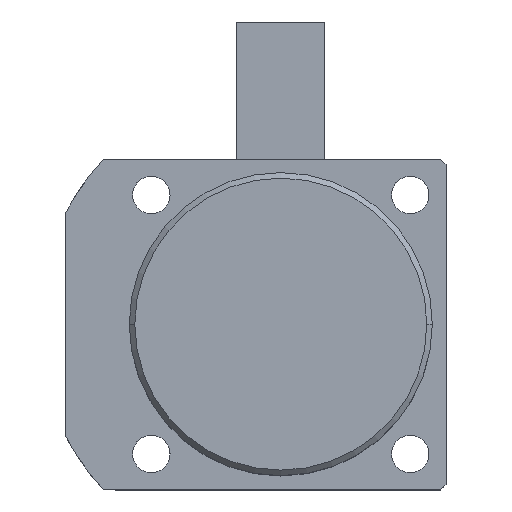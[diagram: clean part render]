
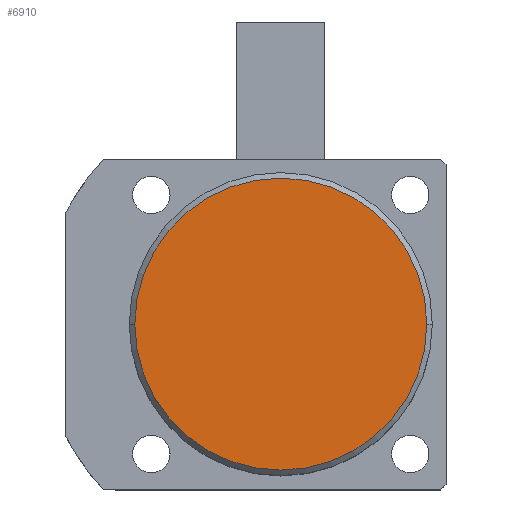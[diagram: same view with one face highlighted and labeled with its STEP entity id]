
A CAD part, top view. The second image highlights one B-rep face of the part: STEP entity #6910.
In plain terms, the highlighted planar face has unit normal (0, 0, 1).
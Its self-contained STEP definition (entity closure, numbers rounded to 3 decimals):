
#521 = CARTESIAN_POINT ( 'NONE',  ( 0., 0., 65. ) ) ;
#527 = PLANE ( 'NONE',  #5801 ) ;
#530 = DIRECTION ( 'NONE',  ( 0., 0., 1. ) ) ;
#531 = DIRECTION ( 'NONE',  ( 1., 0., 0. ) ) ;
#1240 = VERTEX_POINT ( 'NONE', #4998 ) ;
#1258 = VERTEX_POINT ( 'NONE', #4967 ) ;
#2721 = CIRCLE ( 'NONE', #5945, 26.5 ) ;
#2883 = ORIENTED_EDGE ( 'NONE', *, *, #7042, .T. ) ;
#2884 = ORIENTED_EDGE ( 'NONE', *, *, #7229, .T. ) ;
#3350 = CIRCLE ( 'NONE', #5869, 26.5 ) ;
#3551 = FACE_OUTER_BOUND ( 'NONE', #6415, .T. ) ;
#4850 = CARTESIAN_POINT ( 'NONE',  ( 0., 0., 65. ) ) ;
#4851 = DIRECTION ( 'NONE',  ( 0., 0., 1. ) ) ;
#4852 = DIRECTION ( 'NONE',  ( 1., 0., 0. ) ) ;
#4967 = CARTESIAN_POINT ( 'NONE',  ( -26.5, 0., 65. ) ) ;
#4998 = CARTESIAN_POINT ( 'NONE',  ( 26.5, 0., 65. ) ) ;
#5532 = CARTESIAN_POINT ( 'NONE',  ( 0., 0., 65. ) ) ;
#5533 = DIRECTION ( 'NONE',  ( 0., 0., 1. ) ) ;
#5534 = DIRECTION ( 'NONE',  ( 1., 0., 0. ) ) ;
#5801 = AXIS2_PLACEMENT_3D ( 'NONE', #521, #530, #531 ) ;
#5869 = AXIS2_PLACEMENT_3D ( 'NONE', #4850, #4851, #4852 ) ;
#5945 = AXIS2_PLACEMENT_3D ( 'NONE', #5532, #5533, #5534 ) ;
#6415 = EDGE_LOOP ( 'NONE', ( #2884, #2883 ) ) ;
#6910 = ADVANCED_FACE ( 'NONE', ( #3551 ), #527, .T. ) ;
#7042 = EDGE_CURVE ( 'NONE', #1240, #1258, #3350, .T. ) ;
#7229 = EDGE_CURVE ( 'NONE', #1258, #1240, #2721, .T. ) ;
